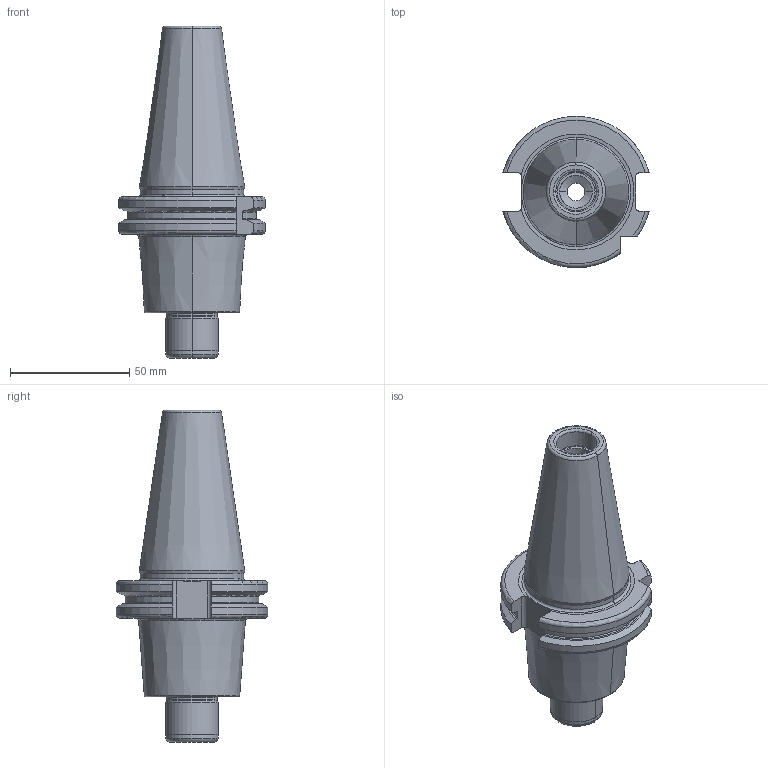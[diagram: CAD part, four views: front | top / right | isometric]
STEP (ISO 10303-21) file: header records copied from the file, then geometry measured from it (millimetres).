
FILE_DESCRIPTION((''),'2;1');
FILE_NAME('69871A40SM22SK052','2015-11-14T',('tewess'),(''),'PRO/ENGINEER BY PARAMETRIC TECHNOLOGY CORPORATION, 2011490','PRO/ENGINEER BY PARAMETRIC TECHNOLOGY CORPORATION, 2011490','');
FILE_SCHEMA(('AUTOMOTIVE_DESIGN { 1 2 10303 214 0 1 1 1 }'));
Length unit declared in the file: millimetre
Products named in the file (2): NOCUT; 69871A40SM22SK052
Assembly tree (1 placements, depth 2):
  69871A40SM22SK052
    NOCUT
Bounding box: 61.48 x 63.54 x 139.4 mm (x, y, z)
Volume: 156012.3 mm3; surface area: 27955.8 mm2
Topology: 1 solids, 3 shells, 106 faces, 268 edges, 170 vertices
Faces by surface type: cylinder 33, torus 30, plane 24, cone 19
Entity records: 4396 total; most frequent: CARTESIAN_POINT 828, DIRECTION 591, ORIENTED_EDGE 528, PRESENTATION_STYLE_ASSIGNMENT 275, STYLED_ITEM 275, CURVE_STYLE 272, EDGE_CURVE 268, AXIS2_PLACEMENT_3D 252
